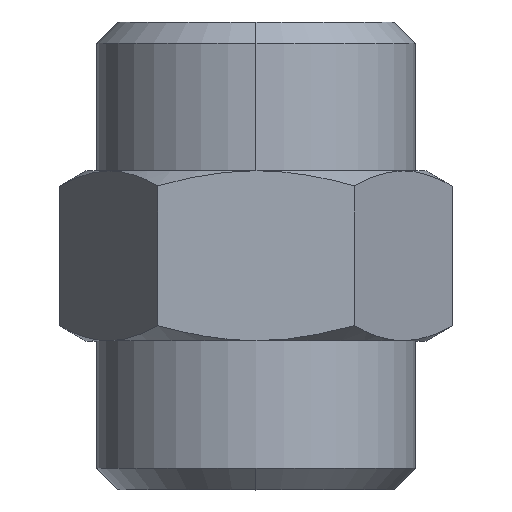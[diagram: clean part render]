
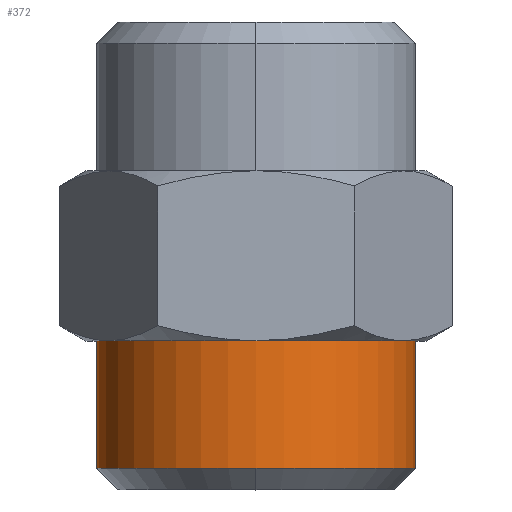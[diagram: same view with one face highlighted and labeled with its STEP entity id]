
A CAD part, top view. The second image highlights one B-rep face of the part: STEP entity #372.
In plain terms, the highlighted cylindrical face has radius 3.75 mm (diameter 7.5 mm), a partial arc.
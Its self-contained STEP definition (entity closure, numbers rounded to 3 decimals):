
#21 = CARTESIAN_POINT ( 'NONE',  ( 0., 0.5, 0. ) ) ;
#111 = CARTESIAN_POINT ( 'NONE',  ( 0., 3.5, 0. ) ) ;
#125 = CIRCLE ( 'NONE', #1034, 3.75 ) ;
#145 = CARTESIAN_POINT ( 'NONE',  ( 0., 0.5, 3.75 ) ) ;
#191 = DIRECTION ( 'NONE',  ( 0., 0., 1. ) ) ;
#197 = DIRECTION ( 'NONE',  ( 0., 1., 0. ) ) ;
#201 = VERTEX_POINT ( 'NONE', #525 ) ;
#237 = AXIS2_PLACEMENT_3D ( 'NONE', #581, #409, #1003 ) ;
#248 = FACE_OUTER_BOUND ( 'NONE', #909, .T. ) ;
#276 = EDGE_CURVE ( 'NONE', #803, #1067, #649, .T. ) ;
#352 = ORIENTED_EDGE ( 'NONE', *, *, #910, .F. ) ;
#370 = VECTOR ( 'NONE', #962, 1000. ) ;
#372 = ADVANCED_FACE ( 'NONE', ( #248 ), #1010, .T. ) ;
#377 = DIRECTION ( 'NONE',  ( 0., 1., 0. ) ) ;
#378 = ORIENTED_EDGE ( 'NONE', *, *, #276, .T. ) ;
#385 = DIRECTION ( 'NONE',  ( 1., 0., 0. ) ) ;
#409 = DIRECTION ( 'NONE',  ( 0., -1., 0. ) ) ;
#421 = CARTESIAN_POINT ( 'NONE',  ( 3.75, 3.5, 0. ) ) ;
#446 = VERTEX_POINT ( 'NONE', #145 ) ;
#515 = VECTOR ( 'NONE', #732, 1000. ) ;
#525 = CARTESIAN_POINT ( 'NONE',  ( 3.75, 0.5, 0. ) ) ;
#571 = VERTEX_POINT ( 'NONE', #421 ) ;
#581 = CARTESIAN_POINT ( 'NONE',  ( 0., 3.5, 0. ) ) ;
#617 = CARTESIAN_POINT ( 'NONE',  ( 3.75, 3.5, 0. ) ) ;
#648 = CARTESIAN_POINT ( 'NONE',  ( -3.75, 0.5, 0. ) ) ;
#649 = LINE ( 'NONE', #984, #515 ) ;
#732 = DIRECTION ( 'NONE',  ( 0., -1., 0. ) ) ;
#741 = AXIS2_PLACEMENT_3D ( 'NONE', #21, #197, #191 ) ;
#767 = DIRECTION ( 'NONE',  ( 0., 0., 1. ) ) ;
#798 = CIRCLE ( 'NONE', #741, 3.75 ) ;
#803 = VERTEX_POINT ( 'NONE', #837 ) ;
#837 = CARTESIAN_POINT ( 'NONE',  ( -3.75, 3.5, 0. ) ) ;
#850 = CIRCLE ( 'NONE', #991, 3.75 ) ;
#851 = DIRECTION ( 'NONE',  ( 0., 1., 0. ) ) ;
#863 = CARTESIAN_POINT ( 'NONE',  ( 0., 0.5, 0. ) ) ;
#864 = EDGE_CURVE ( 'NONE', #1067, #446, #850, .T. ) ;
#905 = EDGE_CURVE ( 'NONE', #446, #201, #798, .T. ) ;
#909 = EDGE_LOOP ( 'NONE', ( #985, #378, #982, #1077, #352 ) ) ;
#910 = EDGE_CURVE ( 'NONE', #571, #201, #1012, .T. ) ;
#962 = DIRECTION ( 'NONE',  ( 0., -1., 0. ) ) ;
#982 = ORIENTED_EDGE ( 'NONE', *, *, #864, .T. ) ;
#984 = CARTESIAN_POINT ( 'NONE',  ( -3.75, 3.5, 0. ) ) ;
#985 = ORIENTED_EDGE ( 'NONE', *, *, #1100, .F. ) ;
#991 = AXIS2_PLACEMENT_3D ( 'NONE', #863, #851, #767 ) ;
#1003 = DIRECTION ( 'NONE',  ( 1., 0., 0. ) ) ;
#1010 = CYLINDRICAL_SURFACE ( 'NONE', #237, 3.75 ) ;
#1012 = LINE ( 'NONE', #617, #370 ) ;
#1034 = AXIS2_PLACEMENT_3D ( 'NONE', #111, #377, #385 ) ;
#1067 = VERTEX_POINT ( 'NONE', #648 ) ;
#1077 = ORIENTED_EDGE ( 'NONE', *, *, #905, .T. ) ;
#1100 = EDGE_CURVE ( 'NONE', #803, #571, #125, .T. ) ;
